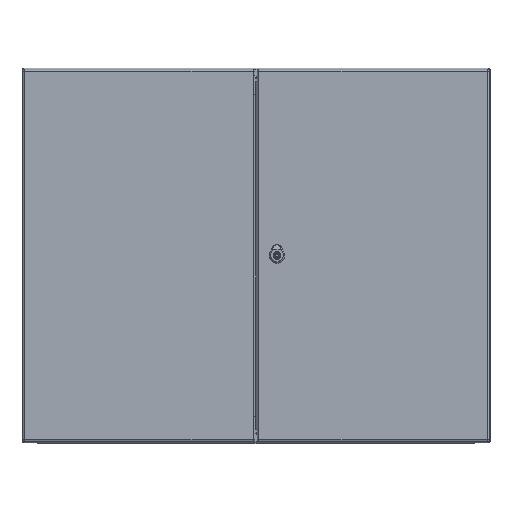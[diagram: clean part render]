
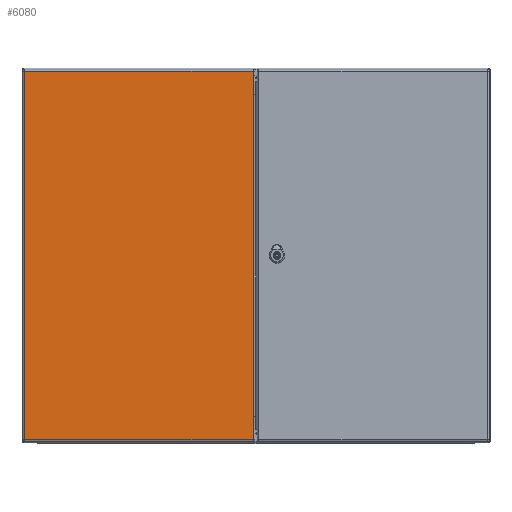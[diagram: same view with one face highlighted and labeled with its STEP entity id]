
A CAD part, top view. The second image highlights one B-rep face of the part: STEP entity #6080.
In plain terms, the highlighted face is planar.
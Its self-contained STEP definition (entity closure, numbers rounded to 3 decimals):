
#6080=ADVANCED_FACE('',(#7608),#6790,.F.);
#6790=PLANE('',#25008);
#7608=FACE_OUTER_BOUND('',#9039,.T.);
#9039=EDGE_LOOP('',(#13525,#13526,#13527,#13528));
#13525=ORIENTED_EDGE('',*,*,#19545,.T.);
#13526=ORIENTED_EDGE('',*,*,#19546,.T.);
#13527=ORIENTED_EDGE('',*,*,#19547,.T.);
#13528=ORIENTED_EDGE('',*,*,#19548,.T.);
#16918=VERTEX_POINT('',#41386);
#16919=VERTEX_POINT('',#41387);
#16920=VERTEX_POINT('',#41389);
#16921=VERTEX_POINT('',#41391);
#19545=EDGE_CURVE('',#16918,#16919,#21401,.T.);
#19546=EDGE_CURVE('',#16919,#16920,#21402,.T.);
#19547=EDGE_CURVE('',#16920,#16921,#21403,.T.);
#19548=EDGE_CURVE('',#16921,#16918,#21404,.T.);
#21401=LINE('',#41385,#22897);
#21402=LINE('',#41388,#22898);
#21403=LINE('',#41390,#22899);
#21404=LINE('',#41392,#22900);
#22897=VECTOR('',#29738,1.);
#22898=VECTOR('',#29739,1.);
#22899=VECTOR('',#29740,1.);
#22900=VECTOR('',#29741,1.);
#25008=AXIS2_PLACEMENT_3D('',#41393,#29742,#29743);
#29738=DIRECTION('',(-1.,0.,0.));
#29739=DIRECTION('',(0.,1.,0.));
#29740=DIRECTION('',(1.,0.,0.));
#29741=DIRECTION('',(0.,-1.,0.));
#29742=DIRECTION('',(0.,0.,1.));
#29743=DIRECTION('',(1.,0.,0.));
#41385=CARTESIAN_POINT('',(0.,-394.,0.));
#41386=CARTESIAN_POINT('',(244.5,-394.,0.));
#41387=CARTESIAN_POINT('',(-244.5,-394.,0.));
#41388=CARTESIAN_POINT('',(-244.5,0.,0.));
#41389=CARTESIAN_POINT('',(-244.5,394.,0.));
#41390=CARTESIAN_POINT('',(0.,394.,0.));
#41391=CARTESIAN_POINT('',(244.5,394.,0.));
#41392=CARTESIAN_POINT('',(244.5,0.,0.));
#41393=CARTESIAN_POINT('',(0.,0.,0.));
